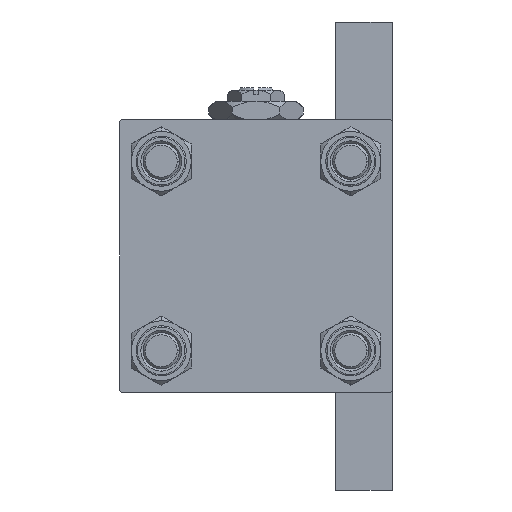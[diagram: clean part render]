
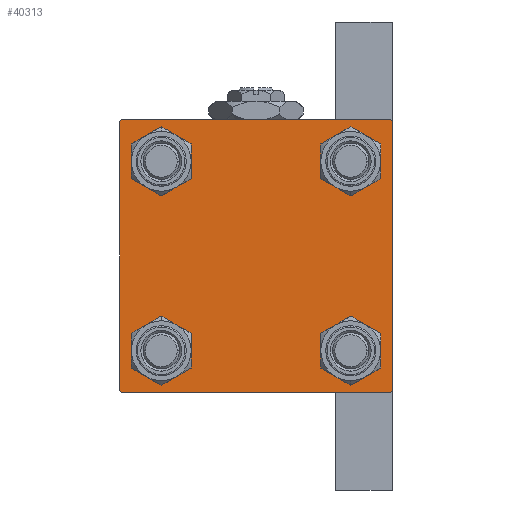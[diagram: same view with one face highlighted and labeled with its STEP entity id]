
A CAD part, left-side view. The second image highlights one B-rep face of the part: STEP entity #40313.
In plain terms, the highlighted planar face has unit normal (-1, 0, 0).
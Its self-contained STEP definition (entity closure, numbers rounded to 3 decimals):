
#58 = AXIS2_PLACEMENT_3D ( 'NONE', #25849, #41754, #37835 ) ;
#217 = CARTESIAN_POINT ( 'NONE',  ( 0., -20.85, -25.35 ) ) ;
#700 = VECTOR ( 'NONE', #12347, 1000. ) ;
#778 = ORIENTED_EDGE ( 'NONE', *, *, #8050, .F. ) ;
#1121 = ORIENTED_EDGE ( 'NONE', *, *, #28435, .T. ) ;
#1175 = AXIS2_PLACEMENT_3D ( 'NONE', #33897, #49789, #14358 ) ;
#1659 = CARTESIAN_POINT ( 'NONE',  ( 0., -20.85, -20.85 ) ) ;
#2952 = CARTESIAN_POINT ( 'NONE',  ( 0., 20.85, -25.35 ) ) ;
#3390 = EDGE_CURVE ( 'NONE', #49700, #21322, #9161, .T. ) ;
#3499 = CARTESIAN_POINT ( 'NONE',  ( 0., 0., 0. ) ) ;
#3868 = ORIENTED_EDGE ( 'NONE', *, *, #16709, .T. ) ;
#3874 = CARTESIAN_POINT ( 'NONE',  ( 0., 30., -30. ) ) ;
#4471 = DIRECTION ( 'NONE',  ( 1., 0., 0. ) ) ;
#4494 = CIRCLE ( 'NONE', #1175, 4.5 ) ;
#4620 = AXIS2_PLACEMENT_3D ( 'NONE', #39459, #31121, #27724 ) ;
#4793 = VERTEX_POINT ( 'NONE', #41664 ) ;
#5466 = CARTESIAN_POINT ( 'NONE',  ( 0., 29.75, -29.75 ) ) ;
#5552 = DIRECTION ( 'NONE',  ( 1., 0., 0. ) ) ;
#5587 = ORIENTED_EDGE ( 'NONE', *, *, #38085, .T. ) ;
#5653 = ORIENTED_EDGE ( 'NONE', *, *, #6422, .F. ) ;
#5970 = LINE ( 'NONE', #34799, #21958 ) ;
#6090 = VECTOR ( 'NONE', #9862, 1000. ) ;
#6165 = CARTESIAN_POINT ( 'NONE',  ( 0., 30., -29.5 ) ) ;
#6284 = CARTESIAN_POINT ( 'NONE',  ( 0., -20.85, -20.85 ) ) ;
#6422 = EDGE_CURVE ( 'NONE', #49700, #4793, #20964, .T. ) ;
#6909 = AXIS2_PLACEMENT_3D ( 'NONE', #49727, #29405, #45297 ) ;
#7283 = ORIENTED_EDGE ( 'NONE', *, *, #27499, .T. ) ;
#7481 = VECTOR ( 'NONE', #19989, 1000. ) ;
#7567 = EDGE_LOOP ( 'NONE', ( #5587, #41053 ) ) ;
#7899 = DIRECTION ( 'NONE',  ( 0., 0., 1. ) ) ;
#8043 = ORIENTED_EDGE ( 'NONE', *, *, #27460, .T. ) ;
#8050 = EDGE_CURVE ( 'NONE', #48433, #21322, #15927, .T. ) ;
#8161 = VERTEX_POINT ( 'NONE', #217 ) ;
#8219 = CARTESIAN_POINT ( 'NONE',  ( 0., 29.5, -30. ) ) ;
#8402 = CARTESIAN_POINT ( 'NONE',  ( 0., 20.85, 16.35 ) ) ;
#8816 = EDGE_CURVE ( 'NONE', #38000, #43147, #20161, .T. ) ;
#9161 = LINE ( 'NONE', #16752, #40077 ) ;
#9727 = ORIENTED_EDGE ( 'NONE', *, *, #3390, .T. ) ;
#9862 = DIRECTION ( 'NONE',  ( 0., -0.707, -0.707 ) ) ;
#10020 = ORIENTED_EDGE ( 'NONE', *, *, #44384, .T. ) ;
#11297 = FACE_BOUND ( 'NONE', #33141, .T. ) ;
#11555 = FACE_BOUND ( 'NONE', #22122, .T. ) ;
#11673 = LINE ( 'NONE', #3874, #7481 ) ;
#11899 = AXIS2_PLACEMENT_3D ( 'NONE', #1659, #5552, #13356 ) ;
#12347 = DIRECTION ( 'NONE',  ( 0., 0., -1. ) ) ;
#12525 = CARTESIAN_POINT ( 'NONE',  ( 0., 30., 30. ) ) ;
#13356 = DIRECTION ( 'NONE',  ( 0., 0., 1. ) ) ;
#13569 = CIRCLE ( 'NONE', #6909, 4.5 ) ;
#14358 = DIRECTION ( 'NONE',  ( 0., 0., 1. ) ) ;
#15474 = FACE_OUTER_BOUND ( 'NONE', #44946, .T. ) ;
#15927 = LINE ( 'NONE', #12525, #16457 ) ;
#15932 = CARTESIAN_POINT ( 'NONE',  ( 0., 20.85, -16.35 ) ) ;
#16271 = CARTESIAN_POINT ( 'NONE',  ( 0., 30., 30. ) ) ;
#16457 = VECTOR ( 'NONE', #20589, 1000. ) ;
#16709 = EDGE_CURVE ( 'NONE', #17719, #27073, #11673, .T. ) ;
#16752 = CARTESIAN_POINT ( 'NONE',  ( 0., -29.75, 29.75 ) ) ;
#16889 = CIRCLE ( 'NONE', #11899, 4.5 ) ;
#17369 = LINE ( 'NONE', #18391, #29383 ) ;
#17556 = CARTESIAN_POINT ( 'NONE',  ( 0., 29.5, 30. ) ) ;
#17719 = VERTEX_POINT ( 'NONE', #8219 ) ;
#18391 = CARTESIAN_POINT ( 'NONE',  ( 0., -29.75, -29.75 ) ) ;
#18514 = CARTESIAN_POINT ( 'NONE',  ( 0., -29.5, 30. ) ) ;
#18521 = DIRECTION ( 'NONE',  ( 0., 0., 1. ) ) ;
#18777 = ORIENTED_EDGE ( 'NONE', *, *, #46090, .T. ) ;
#19989 = DIRECTION ( 'NONE',  ( 0., -1., 0. ) ) ;
#20161 = LINE ( 'NONE', #16271, #700 ) ;
#20282 = VERTEX_POINT ( 'NONE', #38872 ) ;
#20533 = VECTOR ( 'NONE', #32172, 1000. ) ;
#20589 = DIRECTION ( 'NONE',  ( 0., -1., 0. ) ) ;
#20964 = LINE ( 'NONE', #27995, #20533 ) ;
#21322 = VERTEX_POINT ( 'NONE', #18514 ) ;
#21859 = LINE ( 'NONE', #5466, #6090 ) ;
#21958 = VECTOR ( 'NONE', #27236, 1000. ) ;
#22122 = EDGE_LOOP ( 'NONE', ( #22840, #24297 ) ) ;
#22840 = ORIENTED_EDGE ( 'NONE', *, *, #26438, .T. ) ;
#23305 = CIRCLE ( 'NONE', #32455, 4.5 ) ;
#23384 = VERTEX_POINT ( 'NONE', #50208 ) ;
#23527 = DIRECTION ( 'NONE',  ( -1., 0., 0. ) ) ;
#23697 = ORIENTED_EDGE ( 'NONE', *, *, #45901, .T. ) ;
#23992 = CARTESIAN_POINT ( 'NONE',  ( 0., -20.85, 20.85 ) ) ;
#24082 = VERTEX_POINT ( 'NONE', #2952 ) ;
#24297 = ORIENTED_EDGE ( 'NONE', *, *, #39354, .T. ) ;
#25849 = CARTESIAN_POINT ( 'NONE',  ( 0., -20.85, 20.85 ) ) ;
#26182 = DIRECTION ( 'NONE',  ( 0., -0.707, 0.707 ) ) ;
#26438 = EDGE_CURVE ( 'NONE', #20282, #8161, #16889, .T. ) ;
#26985 = ORIENTED_EDGE ( 'NONE', *, *, #49021, .T. ) ;
#27073 = VERTEX_POINT ( 'NONE', #38672 ) ;
#27236 = DIRECTION ( 'NONE',  ( 0., 0.707, -0.707 ) ) ;
#27379 = CARTESIAN_POINT ( 'NONE',  ( 0., 30., 29.5 ) ) ;
#27460 = EDGE_CURVE ( 'NONE', #44206, #45580, #13569, .T. ) ;
#27499 = EDGE_CURVE ( 'NONE', #43147, #17719, #21859, .T. ) ;
#27724 = DIRECTION ( 'NONE',  ( 0., 0., 1. ) ) ;
#27995 = CARTESIAN_POINT ( 'NONE',  ( 0., -30., 30. ) ) ;
#28435 = EDGE_CURVE ( 'NONE', #27073, #4793, #17369, .T. ) ;
#29383 = VECTOR ( 'NONE', #26182, 1000. ) ;
#29405 = DIRECTION ( 'NONE',  ( 1., 0., 0. ) ) ;
#30216 = DIRECTION ( 'NONE',  ( 1., 0., 0. ) ) ;
#31023 = AXIS2_PLACEMENT_3D ( 'NONE', #43639, #51475, #43895 ) ;
#31121 = DIRECTION ( 'NONE',  ( 1., 0., 0. ) ) ;
#32172 = DIRECTION ( 'NONE',  ( 0., 0., -1. ) ) ;
#32455 = AXIS2_PLACEMENT_3D ( 'NONE', #23992, #4471, #36233 ) ;
#32526 = AXIS2_PLACEMENT_3D ( 'NONE', #3499, #23527, #7899 ) ;
#33141 = EDGE_LOOP ( 'NONE', ( #8043, #23697 ) ) ;
#33884 = VERTEX_POINT ( 'NONE', #15932 ) ;
#33897 = CARTESIAN_POINT ( 'NONE',  ( 0., 20.85, 20.85 ) ) ;
#34032 = CARTESIAN_POINT ( 'NONE',  ( 0., 20.85, 25.35 ) ) ;
#34351 = VERTEX_POINT ( 'NONE', #38919 ) ;
#34799 = CARTESIAN_POINT ( 'NONE',  ( 0., 29.75, 29.75 ) ) ;
#35261 = FACE_BOUND ( 'NONE', #7567, .T. ) ;
#35355 = EDGE_CURVE ( 'NONE', #34351, #23384, #39965, .T. ) ;
#36014 = CIRCLE ( 'NONE', #31023, 4.5 ) ;
#36233 = DIRECTION ( 'NONE',  ( 0., 0., 1. ) ) ;
#36652 = CIRCLE ( 'NONE', #43299, 4.5 ) ;
#37835 = DIRECTION ( 'NONE',  ( 0., 0., 1. ) ) ;
#38000 = VERTEX_POINT ( 'NONE', #27379 ) ;
#38085 = EDGE_CURVE ( 'NONE', #23384, #34351, #23305, .T. ) ;
#38370 = ORIENTED_EDGE ( 'NONE', *, *, #8816, .T. ) ;
#38672 = CARTESIAN_POINT ( 'NONE',  ( 0., -29.5, -30. ) ) ;
#38872 = CARTESIAN_POINT ( 'NONE',  ( 0., -20.85, -16.35 ) ) ;
#38919 = CARTESIAN_POINT ( 'NONE',  ( 0., -20.85, 16.35 ) ) ;
#39354 = EDGE_CURVE ( 'NONE', #8161, #20282, #36652, .T. ) ;
#39459 = CARTESIAN_POINT ( 'NONE',  ( 0., 20.85, -20.85 ) ) ;
#39593 = CARTESIAN_POINT ( 'NONE',  ( 0., -30., 29.5 ) ) ;
#39965 = CIRCLE ( 'NONE', #58, 4.5 ) ;
#40077 = VECTOR ( 'NONE', #44335, 1000. ) ;
#40313 = ADVANCED_FACE ( 'NONE', ( #35261, #11555, #46975, #11297, #15474 ), #43318, .T. ) ;
#41053 = ORIENTED_EDGE ( 'NONE', *, *, #35355, .T. ) ;
#41664 = CARTESIAN_POINT ( 'NONE',  ( 0., -30., -29.5 ) ) ;
#41754 = DIRECTION ( 'NONE',  ( 1., 0., 0. ) ) ;
#42325 = EDGE_LOOP ( 'NONE', ( #26985, #10020 ) ) ;
#42853 = CIRCLE ( 'NONE', #4620, 4.5 ) ;
#43147 = VERTEX_POINT ( 'NONE', #6165 ) ;
#43299 = AXIS2_PLACEMENT_3D ( 'NONE', #6284, #30216, #18521 ) ;
#43318 = PLANE ( 'NONE',  #32526 ) ;
#43639 = CARTESIAN_POINT ( 'NONE',  ( 0., 20.85, -20.85 ) ) ;
#43895 = DIRECTION ( 'NONE',  ( 0., 0., 1. ) ) ;
#44206 = VERTEX_POINT ( 'NONE', #34032 ) ;
#44335 = DIRECTION ( 'NONE',  ( 0., 0.707, 0.707 ) ) ;
#44384 = EDGE_CURVE ( 'NONE', #24082, #33884, #36014, .T. ) ;
#44946 = EDGE_LOOP ( 'NONE', ( #38370, #7283, #3868, #1121, #5653, #9727, #778, #18777 ) ) ;
#45297 = DIRECTION ( 'NONE',  ( 0., 0., 1. ) ) ;
#45580 = VERTEX_POINT ( 'NONE', #8402 ) ;
#45901 = EDGE_CURVE ( 'NONE', #45580, #44206, #4494, .T. ) ;
#46090 = EDGE_CURVE ( 'NONE', #48433, #38000, #5970, .T. ) ;
#46975 = FACE_BOUND ( 'NONE', #42325, .T. ) ;
#48433 = VERTEX_POINT ( 'NONE', #17556 ) ;
#49021 = EDGE_CURVE ( 'NONE', #33884, #24082, #42853, .T. ) ;
#49700 = VERTEX_POINT ( 'NONE', #39593 ) ;
#49727 = CARTESIAN_POINT ( 'NONE',  ( 0., 20.85, 20.85 ) ) ;
#49789 = DIRECTION ( 'NONE',  ( 1., 0., 0. ) ) ;
#50208 = CARTESIAN_POINT ( 'NONE',  ( 0., -20.85, 25.35 ) ) ;
#51475 = DIRECTION ( 'NONE',  ( 1., 0., 0. ) ) ;
